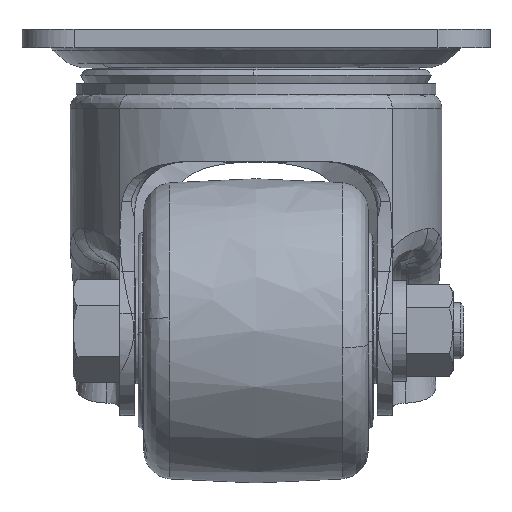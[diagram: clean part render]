
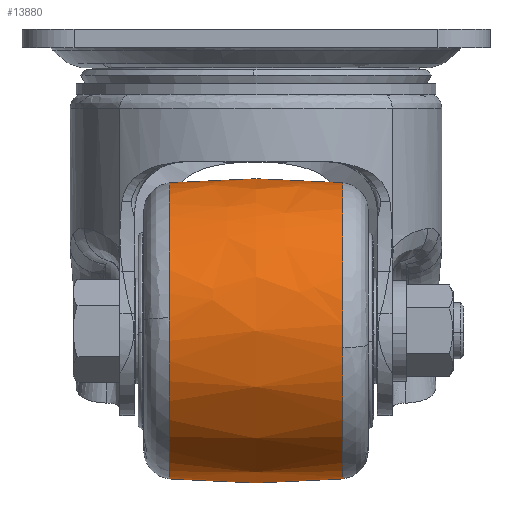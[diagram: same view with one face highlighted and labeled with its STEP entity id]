
A CAD part, left-side view. The second image highlights one B-rep face of the part: STEP entity #13880.
In plain terms, the highlighted free-form (B-spline) face has degree [2, 2] with [3, 7] control points.
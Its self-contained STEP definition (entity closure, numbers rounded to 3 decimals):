
#13607=CARTESIAN_POINT('',(-13.,-18.557,-32.863));
#13608=VERTEX_POINT('',#13607);
#13622=CARTESIAN_POINT('',(-44.435,-18.557,-68.07));
#13623=VERTEX_POINT('',#13622);
#13624=CARTESIAN_POINT('',(-44.435,-18.557,-68.07));
#13625=CARTESIAN_POINT('',(-44.637,-18.557,-66.291));
#13626=CARTESIAN_POINT('',(-44.637,-18.557,-64.5));
#13627=CARTESIAN_POINT('',(-44.637,-18.557,-32.863));
#13628=CARTESIAN_POINT('',(-13.,-18.557,-32.863));
#13636=(BOUNDED_CURVE()B_SPLINE_CURVE(2,(#13624,#13625,#13626,#13627,#13628),.UNSPECIFIED.,.F.,.U.)B_SPLINE_CURVE_WITH_KNOTS((3,2,3),(0.73,0.75,1.0),.UNSPECIFIED.)CURVE()GEOMETRIC_REPRESENTATION_ITEM()RATIONAL_B_SPLINE_CURVE((0.958,0.977,1.0,0.707,1.0))REPRESENTATION_ITEM(''));
#13637=EDGE_CURVE('',#13623,#13608,#13636,.T.);
#13686=CARTESIAN_POINT('',(-13.,-18.557,-96.137));
#13687=VERTEX_POINT('',#13686);
#13688=CARTESIAN_POINT('',(-13.,-18.557,-96.137));
#13689=CARTESIAN_POINT('',(-41.247,-18.557,-96.137));
#13690=CARTESIAN_POINT('',(-44.435,-18.557,-68.07));
#13698=(BOUNDED_CURVE()B_SPLINE_CURVE(2,(#13688,#13689,#13690),.UNSPECIFIED.,.F.,.U.)B_SPLINE_CURVE_WITH_KNOTS((3,3),(0.5,0.73),.UNSPECIFIED.)CURVE()GEOMETRIC_REPRESENTATION_ITEM()RATIONAL_B_SPLINE_CURVE((1.0,0.73,0.958))REPRESENTATION_ITEM(''));
#13699=EDGE_CURVE('',#13687,#13623,#13698,.T.);
#13750=CARTESIAN_POINT('',(-13.,18.557,-32.863));
#13751=VERTEX_POINT('',#13750);
#13752=CARTESIAN_POINT('',(-13.,18.557,-32.863));
#13753=CARTESIAN_POINT('',(-13.,0.,-31.134));
#13754=CARTESIAN_POINT('',(-13.,-18.557,-32.863));
#13762=(BOUNDED_CURVE()B_SPLINE_CURVE(2,(#13752,#13753,#13754),.UNSPECIFIED.,.F.,.U.)B_SPLINE_CURVE_WITH_KNOTS((3,3),(0.422,0.578),.UNSPECIFIED.)CURVE()GEOMETRIC_REPRESENTATION_ITEM()RATIONAL_B_SPLINE_CURVE((0.921,0.917,0.921))REPRESENTATION_ITEM(''));
#13763=EDGE_CURVE('',#13751,#13608,#13762,.T.);
#13767=CARTESIAN_POINT('',(-13.,18.557,-96.137));
#13768=VERTEX_POINT('',#13767);
#13769=CARTESIAN_POINT('',(-13.,18.557,-96.137));
#13770=CARTESIAN_POINT('',(-13.,0.,-97.866));
#13771=CARTESIAN_POINT('',(-13.,-18.557,-96.137));
#13779=(BOUNDED_CURVE()B_SPLINE_CURVE(2,(#13769,#13770,#13771),.UNSPECIFIED.,.F.,.U.)B_SPLINE_CURVE_WITH_KNOTS((3,3),(0.422,0.578),.UNSPECIFIED.)CURVE()GEOMETRIC_REPRESENTATION_ITEM()RATIONAL_B_SPLINE_CURVE((0.921,0.917,0.921))REPRESENTATION_ITEM(''));
#13780=EDGE_CURVE('',#13768,#13687,#13779,.T.);
#13815=CARTESIAN_POINT('',(-12.121,20.401,-95.957));
#13816=CARTESIAN_POINT('',(-12.062,0.,-98.049));
#13817=CARTESIAN_POINT('',(-12.121,-20.401,-95.957));
#13818=CARTESIAN_POINT('',(-12.558,20.401,-95.957));
#13819=CARTESIAN_POINT('',(-12.528,0.,-98.049));
#13820=CARTESIAN_POINT('',(-12.558,-20.401,-95.957));
#13821=CARTESIAN_POINT('',(-44.457,20.401,-95.957));
#13822=CARTESIAN_POINT('',(-46.549,0.,-98.049));
#13823=CARTESIAN_POINT('',(-44.457,-20.401,-95.957));
#13824=CARTESIAN_POINT('',(-44.457,20.401,-64.5));
#13825=CARTESIAN_POINT('',(-46.549,0.,-64.5));
#13826=CARTESIAN_POINT('',(-44.457,-20.401,-64.5));
#13827=CARTESIAN_POINT('',(-44.457,20.401,-33.043));
#13828=CARTESIAN_POINT('',(-46.549,0.,-30.951));
#13829=CARTESIAN_POINT('',(-44.457,-20.401,-33.043));
#13830=CARTESIAN_POINT('',(-12.558,20.401,-33.043));
#13831=CARTESIAN_POINT('',(-12.528,0.,-30.951));
#13832=CARTESIAN_POINT('',(-12.558,-20.401,-33.043));
#13833=CARTESIAN_POINT('',(-12.121,20.401,-33.043));
#13834=CARTESIAN_POINT('',(-12.062,0.,-30.951));
#13835=CARTESIAN_POINT('',(-12.121,-20.401,-33.043));
#13843=(BOUNDED_SURFACE()B_SPLINE_SURFACE(2,2,((#13815,#13818,#13821,#13824,#13827,#13830,#13833),(#13816,#13819,#13822,#13825,#13828,#13831,#13834),(#13817,#13820,#13823,#13826,#13829,#13832,#13835)),.UNSPECIFIED.,.F.,.F.,.U.)B_SPLINE_SURFACE_WITH_KNOTS((3,3),(3,1,2,1,3),(0.0,40.909),(0.0,1.077,54.925,108.772,109.849),.UNSPECIFIED.)GEOMETRIC_REPRESENTATION_ITEM()RATIONAL_B_SPLINE_SURFACE(((0.932,0.927,0.651,0.921,0.651,0.927,0.932),(0.927,0.922,0.648,0.916,0.648,0.922,0.927),(0.932,0.927,0.651,0.921,0.651,0.927,0.932)))REPRESENTATION_ITEM('')SURFACE());
#13844=ORIENTED_EDGE('',*,*,#13763,.F.);
#13845=CARTESIAN_POINT('',(-44.515,18.557,-61.721));
#13846=VERTEX_POINT('',#13845);
#13847=CARTESIAN_POINT('',(-44.515,18.557,-61.721));
#13848=CARTESIAN_POINT('',(-41.97,18.557,-32.863));
#13849=CARTESIAN_POINT('',(-13.,18.557,-32.863));
#13857=(BOUNDED_CURVE()B_SPLINE_CURVE(2,(#13847,#13848,#13849),.UNSPECIFIED.,.F.,.U.)B_SPLINE_CURVE_WITH_KNOTS((3,3),(0.765,1.0),.UNSPECIFIED.)CURVE()GEOMETRIC_REPRESENTATION_ITEM()RATIONAL_B_SPLINE_CURVE((0.966,0.725,1.0))REPRESENTATION_ITEM(''));
#13858=EDGE_CURVE('',#13846,#13751,#13857,.T.);
#13859=ORIENTED_EDGE('',*,*,#13858,.F.);
#13860=CARTESIAN_POINT('',(-13.,18.557,-96.137));
#13861=CARTESIAN_POINT('',(-44.637,18.557,-96.137));
#13862=CARTESIAN_POINT('',(-44.637,18.557,-64.5));
#13863=CARTESIAN_POINT('',(-44.637,18.557,-63.108));
#13864=CARTESIAN_POINT('',(-44.515,18.557,-61.721));
#13872=(BOUNDED_CURVE()B_SPLINE_CURVE(2,(#13860,#13861,#13862,#13863,#13864),.UNSPECIFIED.,.F.,.U.)B_SPLINE_CURVE_WITH_KNOTS((3,2,3),(0.5,0.75,0.765),.UNSPECIFIED.)CURVE()GEOMETRIC_REPRESENTATION_ITEM()RATIONAL_B_SPLINE_CURVE((1.0,0.707,1.0,0.982,0.966))REPRESENTATION_ITEM(''));
#13873=EDGE_CURVE('',#13768,#13846,#13872,.T.);
#13874=ORIENTED_EDGE('',*,*,#13873,.F.);
#13875=ORIENTED_EDGE('',*,*,#13780,.T.);
#13876=ORIENTED_EDGE('',*,*,#13699,.T.);
#13877=ORIENTED_EDGE('',*,*,#13637,.T.);
#13878=EDGE_LOOP('',(#13844,#13859,#13874,#13875,#13876,#13877));
#13879=FACE_OUTER_BOUND('',#13878,.T.);
#13880=ADVANCED_FACE('',(#13879),#13843,.T.);
